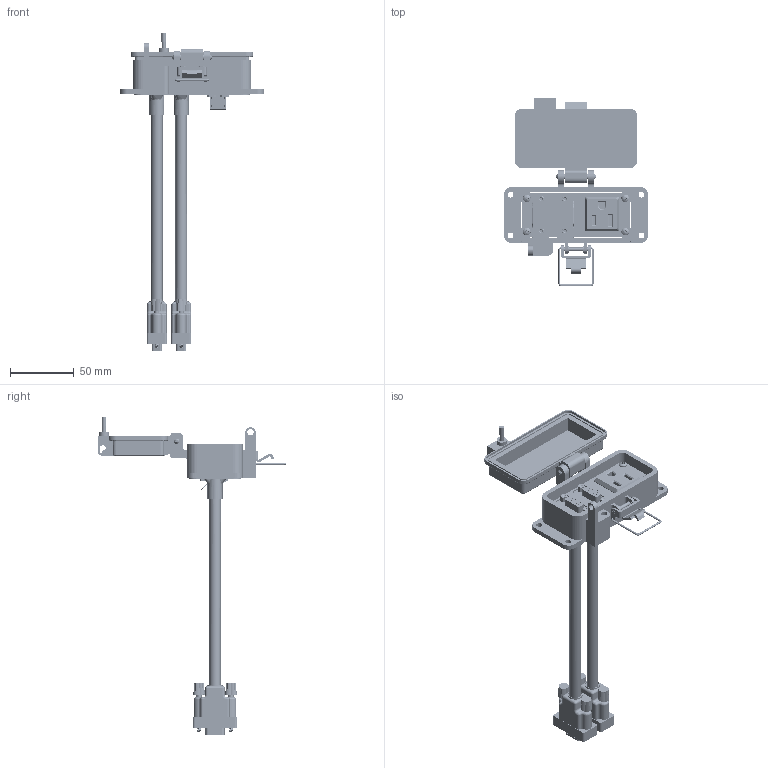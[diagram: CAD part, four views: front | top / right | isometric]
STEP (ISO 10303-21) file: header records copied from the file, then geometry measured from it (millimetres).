
FILE_DESCRIPTION (( 'STEP AP203' ), '1' );
FILE_NAME ('P-R3#2-F3R0_3D.STEP', '2021-09-30T15:08:50', ( '' ), ( '' ), 'SwSTEP 2.0', 'SolidWorks 2019', '' );
FILE_SCHEMA (( 'CONFIG_CONTROL_DESIGN' ));
Length unit declared in the file: millimetre
Products named in the file (13): P-R3#2-F3R0_FP060_1; Z-000-440316 NUT_95130A110; Z-020-2024; Z-H-F3_B; Z-200-OTLT-R0SQ; R3; Z-000-440316 JACK SCREW_92710A212; P-R3#2-F3R0_3D; P-R3#2-F3R0_BP180_1; 92005A124_METRIC PAN HEAD PHILLIPS MACHINE SCREW_92005A124; R; -F3
Assembly tree (22 placements, depth 3):
  P-R3#2-F3R0_3D
    P-R3#2-F3R0_BP180_1
    P-R3#2-F3R0_FP060_1
    R3
      Z-020-2024
    R3
      Z-020-2024
    Z-000-440316 JACK SCREW_92710A212  x4
    Z-000-440316 NUT_95130A110  x4
    R
      Z-200-OTLT-R0SQ
    -F3
      Z-H-F3_B
    92005A124_METRIC PAN HEAD PHILLIPS MACHINE SCREW_92005A124  x4
Bounding box: 113 x 147.61 x 249.37 mm (x, y, z)
Volume: 140570.2 mm3; surface area: 98696 mm2
Topology: 31 solids, 65 shells, 4098 faces, 11014 edges, 7116 vertices
Faces by surface type: cylinder 1883, plane 1338, bspline 570, cone 245, torus 38, sphere 24
Entity records: 93202 total; most frequent: CARTESIAN_POINT 43049, ORIENTED_EDGE 11010, DIRECTION 8973, EDGE_CURVE 5505, VERTEX_POINT 3587, AXIS2_PLACEMENT_3D 3048, LINE 2877, VECTOR 2877
